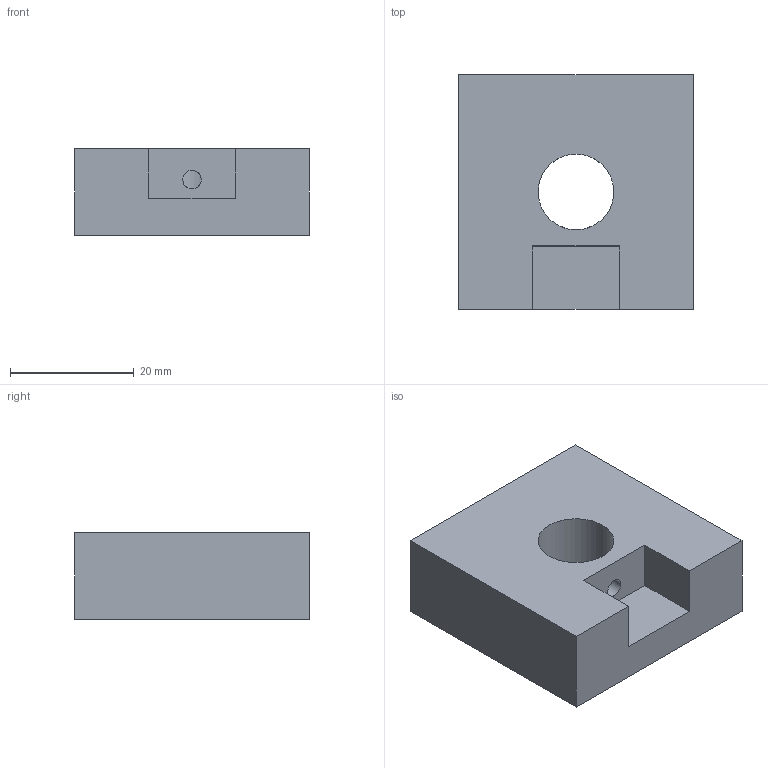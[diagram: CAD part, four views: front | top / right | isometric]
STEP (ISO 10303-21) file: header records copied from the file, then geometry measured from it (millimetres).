
FILE_DESCRIPTION(/* description */ (''),/* implementation_level */ '2;1');
FILE_NAME(/* name */ 'Osnastka',/* time_stamp */ '2024-11-08T18:04:57+03:00',/* author */ (''),/* organization */ (''),/* preprocessor_version */ 'ST-DEVELOPER v16.5',/* originating_system */ 'Rhino 7.23',/* authorisation */ '');
FILE_SCHEMA (('CONFIG_CONTROL_DESIGN'));
Length unit declared in the file: millimetre
Products named in the file (1): Document
Bounding box: 38 x 38 x 14 mm (x, y, z)
Volume: 14638 mm3; surface area: 5761.1 mm2
Topology: 1 solids, 1 shells, 17 faces, 42 edges, 28 vertices
Faces by surface type: plane 11, cylinder 6
Entity records: 579 total; most frequent: CARTESIAN_POINT 195, ORIENTED_EDGE 84, EDGE_CURVE 42, VERTEX_POINT 28, B_SPLINE_CURVE_WITH_KNOTS 26, EDGE_LOOP 22, DIRECTION 21, AXIS2_PLACEMENT_3D 19
